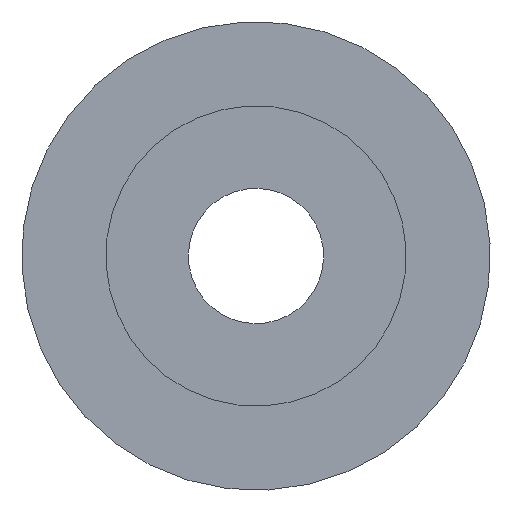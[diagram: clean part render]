
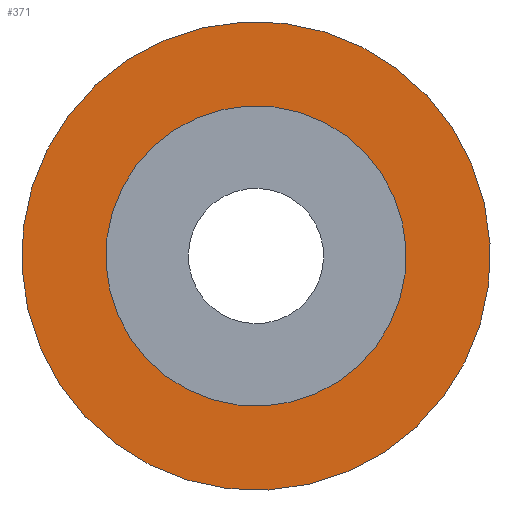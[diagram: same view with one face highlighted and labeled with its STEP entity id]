
A CAD part, front view. The second image highlights one B-rep face of the part: STEP entity #371.
In plain terms, the highlighted planar face has unit normal (0, -1, 0).
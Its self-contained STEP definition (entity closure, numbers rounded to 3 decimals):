
#44=FACE_BOUND('',#105,.T.);
#53=PLANE('',#441);
#70=FACE_OUTER_BOUND('',#104,.T.);
#104=EDGE_LOOP('',(#301));
#105=EDGE_LOOP('',(#302));
#161=CIRCLE('',#440,16.98);
#162=CIRCLE('',#442,26.5);
#193=VERTEX_POINT('',#657);
#194=VERTEX_POINT('',#661);
#231=EDGE_CURVE('',#193,#193,#161,.T.);
#232=EDGE_CURVE('',#194,#194,#162,.T.);
#301=ORIENTED_EDGE('',*,*,#232,.T.);
#302=ORIENTED_EDGE('',*,*,#231,.F.);
#371=ADVANCED_FACE('',(#70,#44),#53,.T.);
#440=AXIS2_PLACEMENT_3D('',#659,#542,#543);
#441=AXIS2_PLACEMENT_3D('',#660,#544,#545);
#442=AXIS2_PLACEMENT_3D('',#662,#546,#547);
#542=DIRECTION('center_axis',(0.,-1.,0.));
#543=DIRECTION('ref_axis',(0.993,0.,-0.12));
#544=DIRECTION('center_axis',(0.,-1.,0.));
#545=DIRECTION('ref_axis',(-0.12,0.,-0.993));
#546=DIRECTION('center_axis',(0.,-1.,0.));
#547=DIRECTION('ref_axis',(0.993,0.,-0.12));
#657=CARTESIAN_POINT('',(-16.857,0.,2.034));
#659=CARTESIAN_POINT('Origin',(0.,0.,
0.));
#660=CARTESIAN_POINT('Origin',(16.857,0.,-2.034));
#661=CARTESIAN_POINT('',(-26.309,0.,3.175));
#662=CARTESIAN_POINT('Origin',(0.,0.,
0.));
